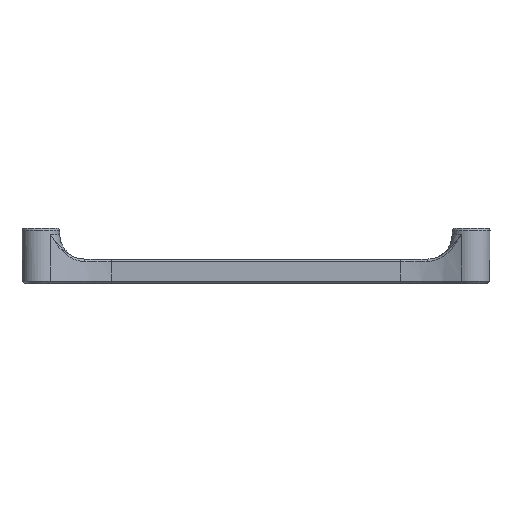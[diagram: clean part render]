
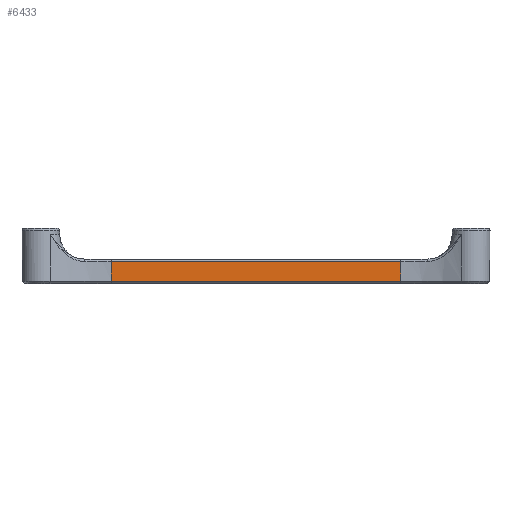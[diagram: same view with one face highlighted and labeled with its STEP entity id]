
A CAD part, left-side view. The second image highlights one B-rep face of the part: STEP entity #6433.
In plain terms, the highlighted planar face has unit normal (-1, 0, 0).
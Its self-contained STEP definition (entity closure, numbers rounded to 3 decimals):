
#795=FACE_OUTER_BOUND('',#1192,.T.);
#1192=EDGE_LOOP('',(#5007,#5008,#5009,#5010));
#1679=LINE('',#9738,#2267);
#1722=LINE('',#9897,#2310);
#1723=LINE('',#10047,#2311);
#1724=LINE('',#10049,#2312);
#2267=VECTOR('',#7548,10.);
#2310=VECTOR('',#7713,10.);
#2311=VECTOR('',#7724,20.);
#2312=VECTOR('',#7727,20.);
#2859=VERTEX_POINT('',#9723);
#2864=VERTEX_POINT('',#9736);
#2908=VERTEX_POINT('',#9891);
#2909=VERTEX_POINT('',#9895);
#3581=EDGE_CURVE('',#2864,#2859,#1679,.T.);
#3657=EDGE_CURVE('',#2908,#2909,#1722,.T.);
#3665=EDGE_CURVE('',#2909,#2864,#1723,.T.);
#3666=EDGE_CURVE('',#2859,#2908,#1724,.T.);
#5007=ORIENTED_EDGE('',*,*,#3581,.F.);
#5008=ORIENTED_EDGE('',*,*,#3665,.F.);
#5009=ORIENTED_EDGE('',*,*,#3657,.F.);
#5010=ORIENTED_EDGE('',*,*,#3666,.F.);
#6184=PLANE('',#6835);
#6433=ADVANCED_FACE('',(#795),#6184,.T.);
#6835=AXIS2_PLACEMENT_3D('',#10048,#7725,#7726);
#7548=DIRECTION('',(0.,1.,0.));
#7713=DIRECTION('',(0.,-1.,0.));
#7724=DIRECTION('',(0.,0.,-1.));
#7725=DIRECTION('center_axis',(-1.,0.,0.));
#7726=DIRECTION('ref_axis',(0.,-1.,0.));
#7727=DIRECTION('',(0.,0.,1.));
#9723=CARTESIAN_POINT('',(-113.352,24.547,-235.056));
#9736=CARTESIAN_POINT('',(-113.352,-22.336,-235.056));
#9738=CARTESIAN_POINT('',(-113.352,16.855,-235.056));
#9891=CARTESIAN_POINT('',(-113.352,24.547,-231.856));
#9895=CARTESIAN_POINT('',(-113.352,-22.336,-231.856));
#9897=CARTESIAN_POINT('',(-113.352,16.855,-231.856));
#10047=CARTESIAN_POINT('',(-113.352,-22.336,-235.456));
#10048=CARTESIAN_POINT('Origin',(-113.352,32.605,-235.456));
#10049=CARTESIAN_POINT('',(-113.352,24.547,-235.456));
